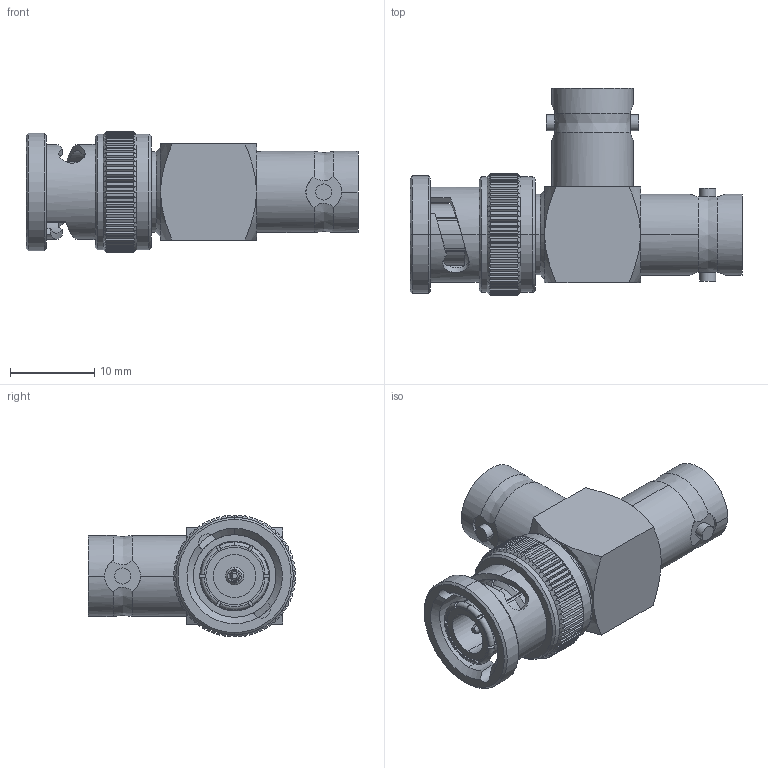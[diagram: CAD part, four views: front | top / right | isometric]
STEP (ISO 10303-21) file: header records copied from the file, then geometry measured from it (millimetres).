
FILE_DESCRIPTION (( 'STEP AP214' ), '1' );
FILE_NAME ('FMAD10094_3D.step', '2025-02-24T20:25:50', ( '' ), ( '' ), 'SwSTEP 2.0', 'SolidWorks 2022', '' );
FILE_SCHEMA (( 'AUTOMOTIVE_DESIGN' ));
Length unit declared in the file: inch
Products named in the file (1): FMAD10094_3D
Bounding box: 39.5 x 24.63 x 14.5 mm (x, y, z)
Volume: 3957.5 mm3; surface area: 3763.1 mm2
Topology: 1 solids, 1 shells, 483 faces, 1331 edges, 867 vertices
Faces by surface type: plane 229, cylinder 169, cone 56, bspline 20, torus 9
Entity records: 18659 total; most frequent: CARTESIAN_POINT 6882, ORIENTED_EDGE 2662, DIRECTION 2223, EDGE_CURVE 1331, AXIS2_PLACEMENT_3D 878, VERTEX_POINT 867, EDGE_LOOP 504, ADVANCED_FACE 483
